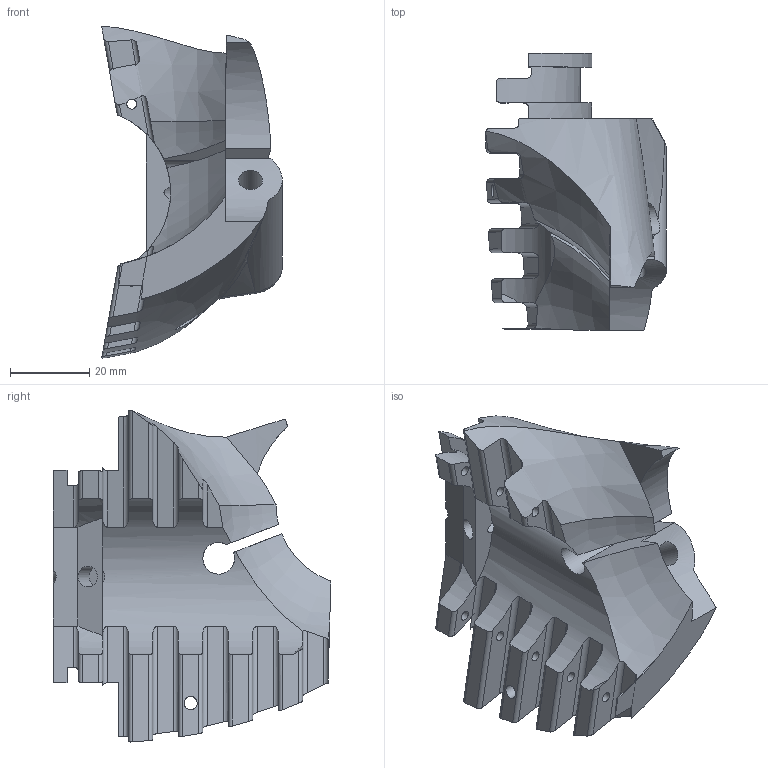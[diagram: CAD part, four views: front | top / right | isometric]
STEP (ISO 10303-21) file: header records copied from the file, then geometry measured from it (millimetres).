
FILE_DESCRIPTION(/* description */ ('STEP AP214'),/* implementation_level */ '2;1');
FILE_NAME(/* name */ '683c51844258294a187f41d7',/* time_stamp */ '2025-06-01T13:11:34Z',/* author */ (''),/* organization */ (''),/* preprocessor_version */ 'ST-DEVELOPER v20',/* originating_system */ 'ONSHAPE BY PTC INC, 1.198',/* authorisation */ ' ');
FILE_SCHEMA (('AUTOMOTIVE_DESIGN {1 0 10303 214 3 1 1}'));
Length unit declared in the file: metre
Products named in the file (1): Part 51
Bounding box: 45.55 x 70.01 x 83.71 mm (x, y, z)
Volume: 74697.4 mm3; surface area: 18802.1 mm2
Topology: 1 solids, 1 shells, 127 faces, 380 edges, 254 vertices
Faces by surface type: cylinder 58, plane 50, bspline 16, torus 3
Full cylindrical faces by diameter (mm): 2.5 x8, 3.3 x1, 5.2 x2, 6 x1, 10.5 x1
Entity records: 4938 total; most frequent: CARTESIAN_POINT 1871, ORIENTED_EDGE 716, DIRECTION 485, EDGE_CURVE 358, VERTEX_POINT 245, AXIS2_PLACEMENT_3D 183, B_SPLINE_CURVE_WITH_KNOTS 168, EDGE_LOOP 161
